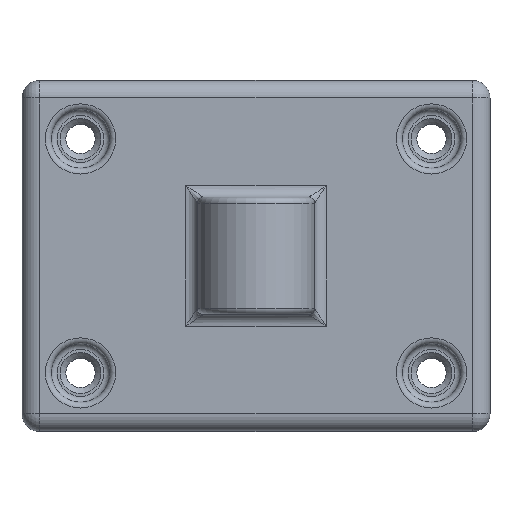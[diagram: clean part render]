
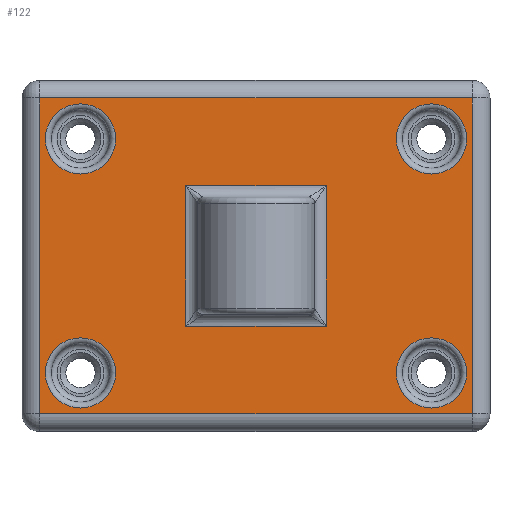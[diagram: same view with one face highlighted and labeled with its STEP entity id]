
A CAD part, top view. The second image highlights one B-rep face of the part: STEP entity #122.
In plain terms, the highlighted planar face has unit normal (0, 0, 1).
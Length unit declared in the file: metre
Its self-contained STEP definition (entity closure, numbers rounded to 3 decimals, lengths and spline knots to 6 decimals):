
#80 = EDGE_CURVE('',#81,#81,#83,.T.);
#81 = VERTEX_POINT('',#82);
#82 = CARTESIAN_POINT('',(-0.000024,-0.00002,0.00001));
#83 = CIRCLE('',#84,0.000006);
#84 = AXIS2_PLACEMENT_3D('',#85,#86,#87);
#85 = CARTESIAN_POINT('',(-0.00003,-0.00002,0.00001));
#86 = DIRECTION('',(0.,0.,1.));
#87 = DIRECTION('',(1.,0.,-0.));
#122 = ADVANCED_FACE('',(#123,#134,#168,#202,#213,#216),#227,.T.);
#123 = FACE_BOUND('',#124,.T.);
#124 = EDGE_LOOP('',(#125));
#125 = ORIENTED_EDGE('',*,*,#126,.F.);
#126 = EDGE_CURVE('',#127,#127,#129,.T.);
#127 = VERTEX_POINT('',#128);
#128 = CARTESIAN_POINT('',(0.000036,0.00002,0.00001));
#129 = CIRCLE('',#130,0.000006);
#130 = AXIS2_PLACEMENT_3D('',#131,#132,#133);
#131 = CARTESIAN_POINT('',(0.00003,0.00002,0.00001));
#132 = DIRECTION('',(0.,0.,1.));
#133 = DIRECTION('',(1.,0.,-0.));
#134 = FACE_BOUND('',#135,.T.);
#135 = EDGE_LOOP('',(#136,#146,#154,#162));
#136 = ORIENTED_EDGE('',*,*,#137,.F.);
#137 = EDGE_CURVE('',#138,#140,#142,.T.);
#138 = VERTEX_POINT('',#139);
#139 = CARTESIAN_POINT('',(0.000037,0.000027,0.00001));
#140 = VERTEX_POINT('',#141);
#141 = CARTESIAN_POINT('',(0.000037,-0.000027,0.00001));
#142 = LINE('',#143,#144);
#143 = CARTESIAN_POINT('',(0.000037,0.00003,0.00001));
#144 = VECTOR('',#145,0.001);
#145 = DIRECTION('',(0.,-1.,0.));
#146 = ORIENTED_EDGE('',*,*,#147,.F.);
#147 = EDGE_CURVE('',#148,#138,#150,.T.);
#148 = VERTEX_POINT('',#149);
#149 = CARTESIAN_POINT('',(-0.000037,0.000027,0.00001));
#150 = LINE('',#151,#152);
#151 = CARTESIAN_POINT('',(-0.00004,0.000027,0.00001));
#152 = VECTOR('',#153,0.001);
#153 = DIRECTION('',(1.,0.,0.));
#154 = ORIENTED_EDGE('',*,*,#155,.F.);
#155 = EDGE_CURVE('',#156,#148,#158,.T.);
#156 = VERTEX_POINT('',#157);
#157 = CARTESIAN_POINT('',(-0.000037,-0.000027,0.00001));
#158 = LINE('',#159,#160);
#159 = CARTESIAN_POINT('',(-0.000037,-0.00003,0.00001));
#160 = VECTOR('',#161,0.001);
#161 = DIRECTION('',(0.,1.,0.));
#162 = ORIENTED_EDGE('',*,*,#163,.F.);
#163 = EDGE_CURVE('',#140,#156,#164,.T.);
#164 = LINE('',#165,#166);
#165 = CARTESIAN_POINT('',(0.00004,-0.000027,0.00001));
#166 = VECTOR('',#167,0.001);
#167 = DIRECTION('',(-1.,0.,0.));
#168 = FACE_BOUND('',#169,.T.);
#169 = EDGE_LOOP('',(#170,#180,#188,#196));
#170 = ORIENTED_EDGE('',*,*,#171,.F.);
#171 = EDGE_CURVE('',#172,#174,#176,.T.);
#172 = VERTEX_POINT('',#173);
#173 = CARTESIAN_POINT('',(-0.000012,0.000012,0.00001));
#174 = VERTEX_POINT('',#175);
#175 = CARTESIAN_POINT('',(-0.000012,-0.000012,0.00001));
#176 = LINE('',#177,#178);
#177 = CARTESIAN_POINT('',(-0.000012,0.00001,0.00001));
#178 = VECTOR('',#179,0.001);
#179 = DIRECTION('',(0.,-1.,0.));
#180 = ORIENTED_EDGE('',*,*,#181,.F.);
#181 = EDGE_CURVE('',#182,#172,#184,.T.);
#182 = VERTEX_POINT('',#183);
#183 = CARTESIAN_POINT('',(0.000012,0.000012,0.00001));
#184 = LINE('',#185,#186);
#185 = CARTESIAN_POINT('',(0.00001,0.000012,0.00001));
#186 = VECTOR('',#187,0.001);
#187 = DIRECTION('',(-1.,0.,0.));
#188 = ORIENTED_EDGE('',*,*,#189,.F.);
#189 = EDGE_CURVE('',#190,#182,#192,.T.);
#190 = VERTEX_POINT('',#191);
#191 = CARTESIAN_POINT('',(0.000012,-0.000012,0.00001));
#192 = LINE('',#193,#194);
#193 = CARTESIAN_POINT('',(0.000012,-0.00001,0.00001));
#194 = VECTOR('',#195,0.001);
#195 = DIRECTION('',(0.,1.,0.));
#196 = ORIENTED_EDGE('',*,*,#197,.T.);
#197 = EDGE_CURVE('',#190,#174,#198,.T.);
#198 = LINE('',#199,#200);
#199 = CARTESIAN_POINT('',(0.00001,-0.000012,0.00001));
#200 = VECTOR('',#201,0.001);
#201 = DIRECTION('',(-1.,0.,0.));
#202 = FACE_BOUND('',#203,.T.);
#203 = EDGE_LOOP('',(#204));
#204 = ORIENTED_EDGE('',*,*,#205,.F.);
#205 = EDGE_CURVE('',#206,#206,#208,.T.);
#206 = VERTEX_POINT('',#207);
#207 = CARTESIAN_POINT('',(-0.000024,0.00002,0.00001));
#208 = CIRCLE('',#209,0.000006);
#209 = AXIS2_PLACEMENT_3D('',#210,#211,#212);
#210 = CARTESIAN_POINT('',(-0.00003,0.00002,0.00001));
#211 = DIRECTION('',(0.,0.,1.));
#212 = DIRECTION('',(1.,0.,-0.));
#213 = FACE_BOUND('',#214,.T.);
#214 = EDGE_LOOP('',(#215));
#215 = ORIENTED_EDGE('',*,*,#80,.F.);
#216 = FACE_BOUND('',#217,.T.);
#217 = EDGE_LOOP('',(#218));
#218 = ORIENTED_EDGE('',*,*,#219,.F.);
#219 = EDGE_CURVE('',#220,#220,#222,.T.);
#220 = VERTEX_POINT('',#221);
#221 = CARTESIAN_POINT('',(0.000036,-0.00002,0.00001));
#222 = CIRCLE('',#223,0.000006);
#223 = AXIS2_PLACEMENT_3D('',#224,#225,#226);
#224 = CARTESIAN_POINT('',(0.00003,-0.00002,0.00001));
#225 = DIRECTION('',(0.,0.,1.));
#226 = DIRECTION('',(1.,0.,-0.));
#227 = PLANE('',#228);
#228 = AXIS2_PLACEMENT_3D('',#229,#230,#231);
#229 = CARTESIAN_POINT('',(0.,0.,0.00001));
#230 = DIRECTION('',(0.,0.,1.));
#231 = DIRECTION('',(1.,0.,-0.));
